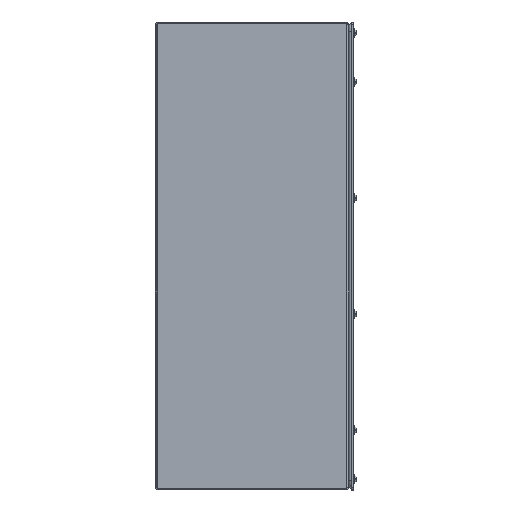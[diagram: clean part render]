
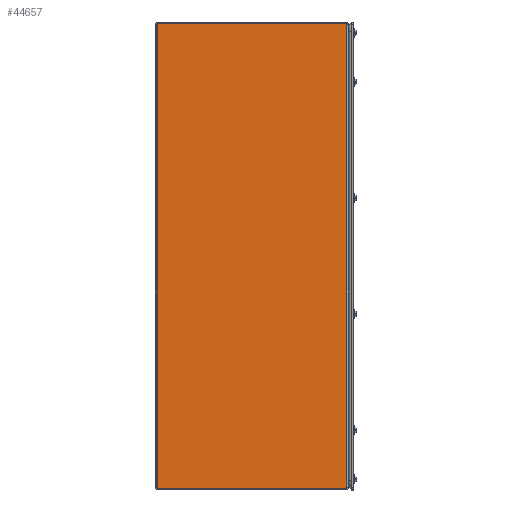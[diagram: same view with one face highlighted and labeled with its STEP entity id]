
A CAD part, left-side view. The second image highlights one B-rep face of the part: STEP entity #44657.
In plain terms, the highlighted planar face has unit normal (-1, 0, 0).
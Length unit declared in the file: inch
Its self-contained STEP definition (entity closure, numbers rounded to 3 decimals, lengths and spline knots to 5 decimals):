
#169 = VECTOR ( 'NONE', #3370, 39.37008 ) ;
#2886 = DIRECTION ( 'NONE',  ( 0., -1., 0. ) ) ;
#3370 = DIRECTION ( 'NONE',  ( 0., -1., 0. ) ) ;
#4710 = CARTESIAN_POINT ( 'NONE',  ( -12.0675, 0.11, 12.0625 ) ) ;
#5792 = VERTEX_POINT ( 'NONE', #26076 ) ;
#5947 = CARTESIAN_POINT ( 'NONE',  ( -12.0675, 10., -12.0675 ) ) ;
#6272 = CARTESIAN_POINT ( 'NONE',  ( -12.0675, 9.89, -12.0675 ) ) ;
#7007 = VECTOR ( 'NONE', #44226, 39.37008 ) ;
#7338 = ORIENTED_EDGE ( 'NONE', *, *, #34110, .T. ) ;
#9833 = DIRECTION ( 'NONE',  ( 0., 0., -1. ) ) ;
#12917 = DIRECTION ( 'NONE',  ( 0., 0., -1. ) ) ;
#16300 = EDGE_CURVE ( 'NONE', #27645, #37560, #17748, .T. ) ;
#17107 = VECTOR ( 'NONE', #2886, 39.37008 ) ;
#17478 = ORIENTED_EDGE ( 'NONE', *, *, #19012, .T. ) ;
#17748 = LINE ( 'NONE', #32478, #169 ) ;
#18110 = PLANE ( 'NONE',  #44365 ) ;
#19012 = EDGE_CURVE ( 'NONE', #27645, #19466, #39499, .T. ) ;
#19466 = VERTEX_POINT ( 'NONE', #6272 ) ;
#20387 = ORIENTED_EDGE ( 'NONE', *, *, #16300, .F. ) ;
#20764 = FACE_OUTER_BOUND ( 'NONE', #46319, .T. ) ;
#21147 = LINE ( 'NONE', #42898, #17107 ) ;
#21516 = LINE ( 'NONE', #21767, #7007 ) ;
#21767 = CARTESIAN_POINT ( 'NONE',  ( -12.0675, 0.11, 12.0625 ) ) ;
#25098 = EDGE_CURVE ( 'NONE', #5792, #37560, #21516, .T. ) ;
#25470 = ORIENTED_EDGE ( 'NONE', *, *, #25098, .T. ) ;
#26076 = CARTESIAN_POINT ( 'NONE',  ( -12.0675, 0.11, -12.0675 ) ) ;
#27645 = VERTEX_POINT ( 'NONE', #47891 ) ;
#28443 = VECTOR ( 'NONE', #12917, 39.37008 ) ;
#32478 = CARTESIAN_POINT ( 'NONE',  ( -12.0675, 10., 12.0625 ) ) ;
#34110 = EDGE_CURVE ( 'NONE', #19466, #5792, #21147, .T. ) ;
#35495 = DIRECTION ( 'NONE',  ( 1., 0., 0. ) ) ;
#37560 = VERTEX_POINT ( 'NONE', #4710 ) ;
#39499 = LINE ( 'NONE', #42186, #28443 ) ;
#42186 = CARTESIAN_POINT ( 'NONE',  ( -12.0675, 9.89, -12.0675 ) ) ;
#42898 = CARTESIAN_POINT ( 'NONE',  ( -12.0675, 10., -12.0675 ) ) ;
#44226 = DIRECTION ( 'NONE',  ( 0., 0., 1. ) ) ;
#44365 = AXIS2_PLACEMENT_3D ( 'NONE', #5947, #35495, #9833 ) ;
#44657 = ADVANCED_FACE ( 'NONE', ( #20764 ), #18110, .F. ) ;
#46319 = EDGE_LOOP ( 'NONE', ( #7338, #25470, #20387, #17478 ) ) ;
#47891 = CARTESIAN_POINT ( 'NONE',  ( -12.0675, 9.89, 12.0625 ) ) ;
